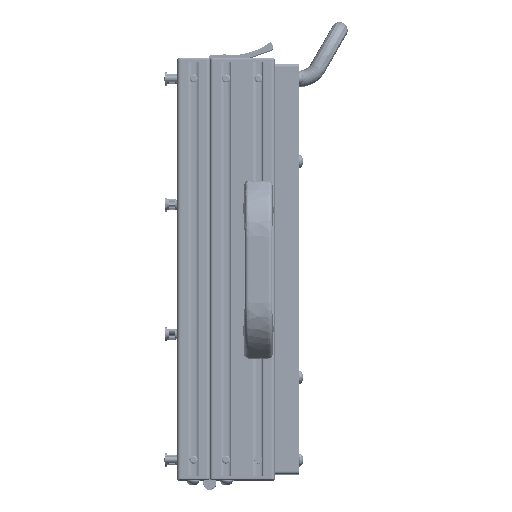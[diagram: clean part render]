
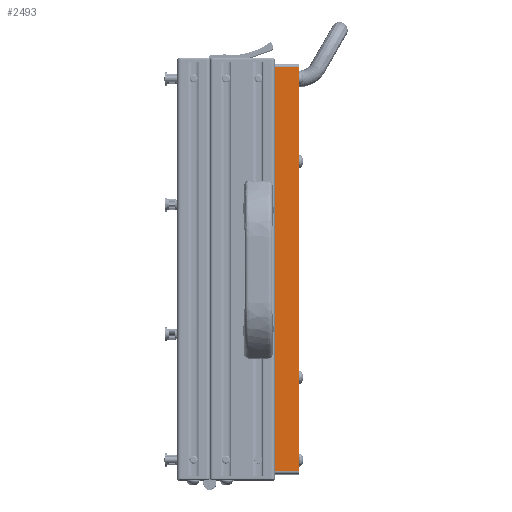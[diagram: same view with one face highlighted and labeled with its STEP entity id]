
A CAD part, top view. The second image highlights one B-rep face of the part: STEP entity #2493.
In plain terms, the highlighted face is planar.
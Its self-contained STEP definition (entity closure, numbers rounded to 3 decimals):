
#2493 = ADVANCED_FACE ( 'NONE', ( #48866 ), #65120, .T. ) ;
#3065 = ORIENTED_EDGE ( 'NONE', *, *, #36870, .T. ) ;
#3839 = VERTEX_POINT ( 'NONE', #33128 ) ;
#3940 = ORIENTED_EDGE ( 'NONE', *, *, #10129, .T. ) ;
#4387 = VERTEX_POINT ( 'NONE', #22486 ) ;
#4904 = CARTESIAN_POINT ( 'NONE',  ( -199., 7.5, -253. ) ) ;
#6425 = EDGE_CURVE ( 'NONE', #54989, #4387, #54072, .T. ) ;
#6525 = DIRECTION ( 'NONE',  ( -1., 0., 0. ) ) ;
#10129 = EDGE_CURVE ( 'NONE', #4387, #12184, #54928, .T. ) ;
#12030 = EDGE_LOOP ( 'NONE', ( #3940, #3065, #23101, #48310 ) ) ;
#12184 = VERTEX_POINT ( 'NONE', #52878 ) ;
#17822 = CARTESIAN_POINT ( 'NONE',  ( -199., -7.5, -253. ) ) ;
#22486 = CARTESIAN_POINT ( 'NONE',  ( -199., -7.5, -251. ) ) ;
#23101 = ORIENTED_EDGE ( 'NONE', *, *, #48755, .F. ) ;
#24262 = VECTOR ( 'NONE', #58919, 1000. ) ;
#26534 = DIRECTION ( 'NONE',  ( 0., 1., 0. ) ) ;
#26900 = DIRECTION ( 'NONE',  ( 0., -1., 0. ) ) ;
#27412 = DIRECTION ( 'NONE',  ( 0., 0., 1. ) ) ;
#32538 = CARTESIAN_POINT ( 'NONE',  ( -199., -7.5, -251. ) ) ;
#33128 = CARTESIAN_POINT ( 'NONE',  ( -199., 7.5, -2. ) ) ;
#33814 = VECTOR ( 'NONE', #27412, 1000. ) ;
#36870 = EDGE_CURVE ( 'NONE', #12184, #3839, #53019, .T. ) ;
#39731 = CARTESIAN_POINT ( 'NONE',  ( -199., -7.5, -253. ) ) ;
#41337 = VECTOR ( 'NONE', #26534, 1000. ) ;
#43220 = DIRECTION ( 'NONE',  ( 0., 0., 1. ) ) ;
#47386 = CARTESIAN_POINT ( 'NONE',  ( -199., 7.5, -2. ) ) ;
#48310 = ORIENTED_EDGE ( 'NONE', *, *, #6425, .T. ) ;
#48755 = EDGE_CURVE ( 'NONE', #54989, #3839, #63498, .T. ) ;
#48866 = FACE_OUTER_BOUND ( 'NONE', #12030, .T. ) ;
#49186 = VECTOR ( 'NONE', #26900, 1000. ) ;
#52878 = CARTESIAN_POINT ( 'NONE',  ( -199., -7.5, -2. ) ) ;
#53019 = LINE ( 'NONE', #47386, #41337 ) ;
#54072 = LINE ( 'NONE', #32538, #49186 ) ;
#54928 = LINE ( 'NONE', #39731, #33814 ) ;
#54989 = VERTEX_POINT ( 'NONE', #60044 ) ;
#58919 = DIRECTION ( 'NONE',  ( 0., 0., 1. ) ) ;
#60044 = CARTESIAN_POINT ( 'NONE',  ( -199., 7.5, -251. ) ) ;
#63498 = LINE ( 'NONE', #4904, #24262 ) ;
#65120 = PLANE ( 'NONE',  #66843 ) ;
#66843 = AXIS2_PLACEMENT_3D ( 'NONE', #17822, #6525, #43220 ) ;
